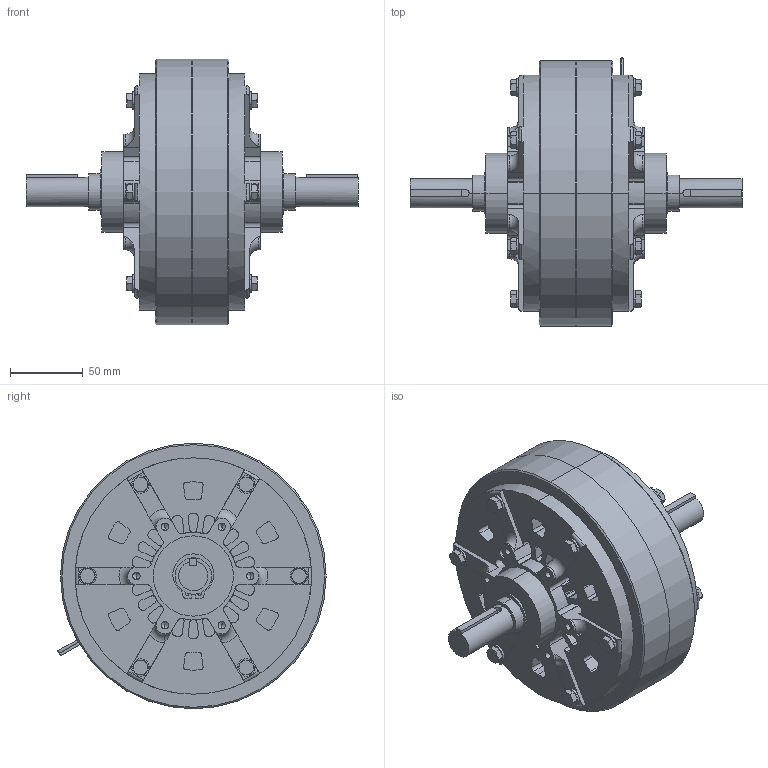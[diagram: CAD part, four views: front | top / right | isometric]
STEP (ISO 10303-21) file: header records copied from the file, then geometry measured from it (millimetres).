
FILE_DESCRIPTION (( 'STEP AP203' ), '1' );
FILE_NAME ('YPP616697.STEP', '2020-12-25T00:52:10', ( '' ), ( '' ), 'SwSTEP 2.0', 'SolidWorks 2016', '' );
FILE_SCHEMA (( 'CONFIG_CONTROL_DESIGN' ));
Length unit declared in the file: millimetre
Products named in the file (1): YPP616697
Bounding box: 227.5 x 183.81 x 182 mm (x, y, z)
Volume: 1925216.7 mm3; surface area: 202684.7 mm2
Topology: 33 solids, 33 shells, 944 faces, 2510 edges, 1630 vertices
Faces by surface type: cylinder 482, plane 354, cone 76, torus 32
Entity records: 30587 total; most frequent: CARTESIAN_POINT 6567, DIRECTION 5280, ORIENTED_EDGE 4924, EDGE_CURVE 2462, AXIS2_PLACEMENT_3D 2047, VERTEX_POINT 1630, VECTOR 1186, LINE 1186
